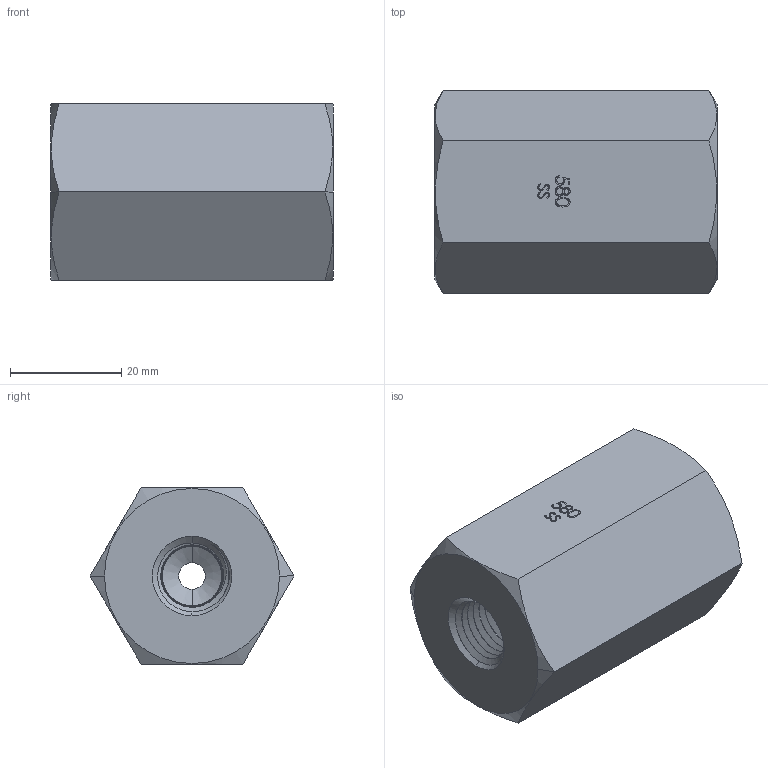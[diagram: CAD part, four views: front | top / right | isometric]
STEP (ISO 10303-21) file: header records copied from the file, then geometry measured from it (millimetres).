
FILE_DESCRIPTION (( 'STEP AP203' ), '1' );
FILE_NAME ('AD-580FSS-4FNPT.STEP', '2025-08-04T17:41:02', ( '' ), ( '' ), 'SwSTEP 2.0', 'SolidWorks 2018', '' );
FILE_SCHEMA (( 'CONFIG_CONTROL_DESIGN' ));
Length unit declared in the file: inch
Products named in the file (1): AD-580FSS-4FNPT
Bounding box: 50.8 x 36.66 x 31.75 mm (x, y, z)
Volume: 33308.8 mm3; surface area: 10427.9 mm2
Topology: 1 solids, 1 shells, 76 faces, 255 edges, 190 vertices
Faces by surface type: cone 28, cylinder 25, plane 17, bspline 6
Entity records: 11443 total; most frequent: CARTESIAN_POINT 9400, ORIENTED_EDGE 510, DIRECTION 260, EDGE_CURVE 255, VERTEX_POINT 190, B_SPLINE_CURVE_WITH_KNOTS 162, AXIS2_PLACEMENT_3D 96, EDGE_LOOP 87
